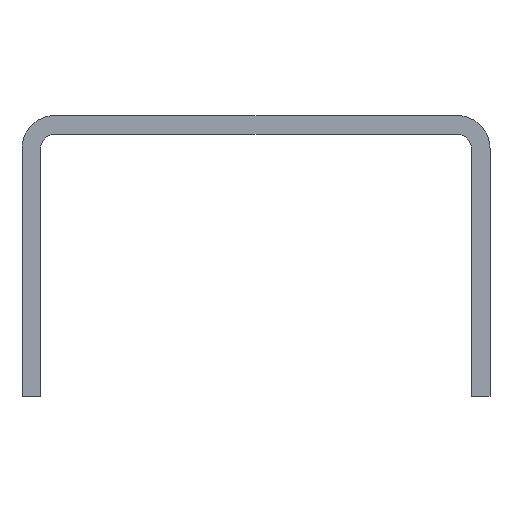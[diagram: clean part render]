
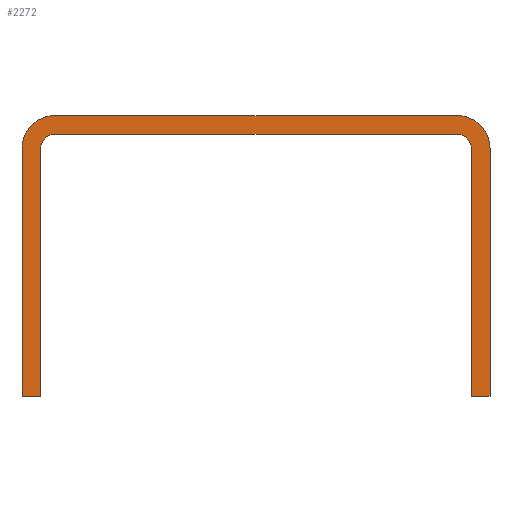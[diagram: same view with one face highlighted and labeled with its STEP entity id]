
A CAD part, front view. The second image highlights one B-rep face of the part: STEP entity #2272.
In plain terms, the highlighted planar face has unit normal (0, -1, 0).
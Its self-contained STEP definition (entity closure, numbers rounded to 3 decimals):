
#1=DIRECTION('',(0.,0.,1.));
#2=VECTOR('',#1,26.5);
#3=CARTESIAN_POINT('',(-25.,0.,-30.));
#4=LINE('',#3,#2);
#5=CARTESIAN_POINT('',(-21.5,0.,-3.5));
#6=DIRECTION('',(0.,1.,0.));
#7=DIRECTION('',(-1.,0.,0.));
#8=AXIS2_PLACEMENT_3D('',#5,#6,#7);
#10=DIRECTION('',(1.,0.,0.));
#11=VECTOR('',#10,43.);
#12=CARTESIAN_POINT('',(-21.5,0.,0.));
#13=LINE('',#12,#11);
#14=CARTESIAN_POINT('',(21.5,0.,-3.5));
#15=DIRECTION('',(0.,1.,0.));
#16=DIRECTION('',(0.,0.,1.));
#17=AXIS2_PLACEMENT_3D('',#14,#15,#16);
#19=DIRECTION('',(0.,0.,-1.));
#20=VECTOR('',#19,26.5);
#21=CARTESIAN_POINT('',(25.,0.,-3.5));
#22=LINE('',#21,#20);
#23=DIRECTION('',(-1.,0.,0.));
#24=VECTOR('',#23,2.);
#25=CARTESIAN_POINT('',(25.,0.,-30.));
#26=LINE('',#25,#24);
#27=DIRECTION('',(0.,0.,1.));
#28=VECTOR('',#27,26.5);
#29=CARTESIAN_POINT('',(23.,0.,-30.));
#30=LINE('',#29,#28);
#31=CARTESIAN_POINT('',(21.5,0.,-3.5));
#32=DIRECTION('',(0.,-1.,0.));
#33=DIRECTION('',(1.,0.,0.));
#34=AXIS2_PLACEMENT_3D('',#31,#32,#33);
#36=DIRECTION('',(-1.,0.,0.));
#37=VECTOR('',#36,43.);
#38=CARTESIAN_POINT('',(21.5,0.,-2.));
#39=LINE('',#38,#37);
#40=CARTESIAN_POINT('',(-21.5,0.,-3.5));
#41=DIRECTION('',(0.,-1.,0.));
#42=DIRECTION('',(0.,0.,1.));
#43=AXIS2_PLACEMENT_3D('',#40,#41,#42);
#45=DIRECTION('',(0.,0.,-1.));
#46=VECTOR('',#45,26.5);
#47=CARTESIAN_POINT('',(-23.,0.,-3.5));
#48=LINE('',#47,#46);
#49=DIRECTION('',(-1.,0.,0.));
#50=VECTOR('',#49,2.);
#51=CARTESIAN_POINT('',(-23.,0.,-30.));
#52=LINE('',#51,#50);
#1713=CARTESIAN_POINT('',(-25.,0.,-30.));
#1714=CARTESIAN_POINT('',(-25.,0.,-3.5));
#1715=VERTEX_POINT('',#1713);
#1716=VERTEX_POINT('',#1714);
#1717=CARTESIAN_POINT('',(-21.5,0.,0.));
#1718=VERTEX_POINT('',#1717);
#1719=CARTESIAN_POINT('',(21.5,0.,0.));
#1720=VERTEX_POINT('',#1719);
#1721=CARTESIAN_POINT('',(25.,0.,-3.5));
#1722=VERTEX_POINT('',#1721);
#1723=CARTESIAN_POINT('',(25.,0.,-30.));
#1724=VERTEX_POINT('',#1723);
#1725=CARTESIAN_POINT('',(23.,0.,-30.));
#1726=VERTEX_POINT('',#1725);
#1727=CARTESIAN_POINT('',(23.,0.,-3.5));
#1728=VERTEX_POINT('',#1727);
#1729=CARTESIAN_POINT('',(21.5,0.,-2.));
#1730=VERTEX_POINT('',#1729);
#1731=CARTESIAN_POINT('',(-21.5,0.,-2.));
#1732=VERTEX_POINT('',#1731);
#1733=CARTESIAN_POINT('',(-23.,0.,-3.5));
#1734=VERTEX_POINT('',#1733);
#1735=CARTESIAN_POINT('',(-23.,0.,-30.));
#1736=VERTEX_POINT('',#1735);
#2241=CARTESIAN_POINT('',(0.,0.,0.));
#2242=DIRECTION('',(0.,1.,0.));
#2243=DIRECTION('',(1.,0.,0.));
#2244=AXIS2_PLACEMENT_3D('',#2241,#2242,#2243);
#2245=PLANE('',#2244);
#2247=ORIENTED_EDGE('',*,*,#2246,.T.);
#2249=ORIENTED_EDGE('',*,*,#2248,.T.);
#2251=ORIENTED_EDGE('',*,*,#2250,.T.);
#2253=ORIENTED_EDGE('',*,*,#2252,.T.);
#2255=ORIENTED_EDGE('',*,*,#2254,.T.);
#2257=ORIENTED_EDGE('',*,*,#2256,.T.);
#2259=ORIENTED_EDGE('',*,*,#2258,.T.);
#2261=ORIENTED_EDGE('',*,*,#2260,.T.);
#2263=ORIENTED_EDGE('',*,*,#2262,.T.);
#2265=ORIENTED_EDGE('',*,*,#2264,.T.);
#2267=ORIENTED_EDGE('',*,*,#2266,.T.);
#2269=ORIENTED_EDGE('',*,*,#2268,.T.);
#2270=EDGE_LOOP('',(#2247,#2249,#2251,#2253,#2255,#2257,#2259,#2261,#2263,#2265,
#2267,#2269));
#2271=FACE_OUTER_BOUND('',#2270,.F.);
#2272=ADVANCED_FACE('',(#2271),#2245,.F.);
#9=CIRCLE('',#8,3.5);
#18=CIRCLE('',#17,3.5);
#35=CIRCLE('',#34,1.5);
#44=CIRCLE('',#43,1.5);
#2246=EDGE_CURVE('',#1715,#1716,#4,.T.);
#2248=EDGE_CURVE('',#1716,#1718,#9,.T.);
#2250=EDGE_CURVE('',#1718,#1720,#13,.T.);
#2252=EDGE_CURVE('',#1720,#1722,#18,.T.);
#2254=EDGE_CURVE('',#1722,#1724,#22,.T.);
#2256=EDGE_CURVE('',#1724,#1726,#26,.T.);
#2258=EDGE_CURVE('',#1726,#1728,#30,.T.);
#2260=EDGE_CURVE('',#1728,#1730,#35,.T.);
#2262=EDGE_CURVE('',#1730,#1732,#39,.T.);
#2264=EDGE_CURVE('',#1732,#1734,#44,.T.);
#2266=EDGE_CURVE('',#1734,#1736,#48,.T.);
#2268=EDGE_CURVE('',#1736,#1715,#52,.T.);
